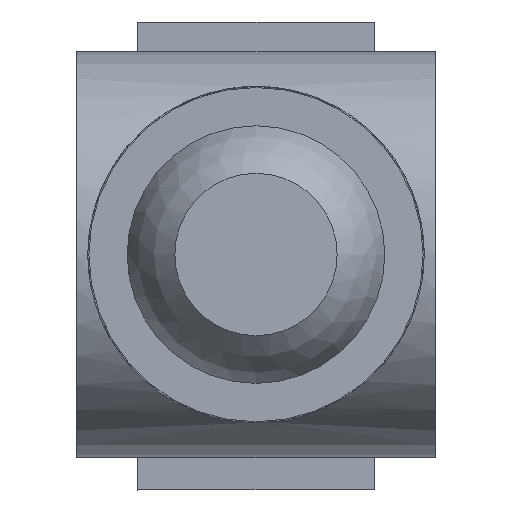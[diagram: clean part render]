
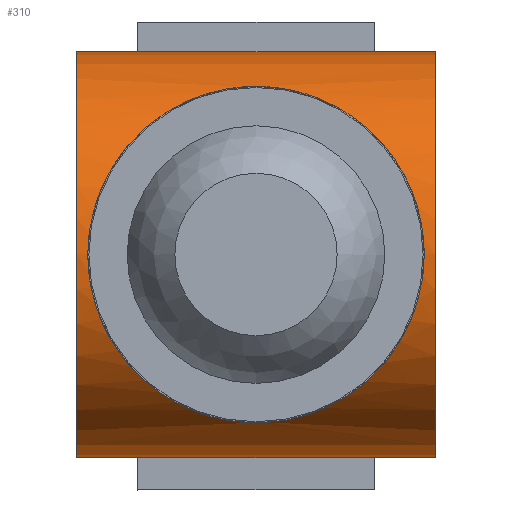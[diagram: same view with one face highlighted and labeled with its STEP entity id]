
A CAD part, top view. The second image highlights one B-rep face of the part: STEP entity #310.
In plain terms, the highlighted cylindrical face has radius 8.5 mm (diameter 17 mm), a partial arc.
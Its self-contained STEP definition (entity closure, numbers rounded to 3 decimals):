
#15 = FACE_BOUND ( 'NONE', #387, .T. ) ;
#16 = CARTESIAN_POINT ( 'NONE',  ( -6.159, 3.475, 7.775 ) ) ;
#33 = VERTEX_POINT ( 'NONE', #72 ) ;
#35 = VERTEX_POINT ( 'NONE', #968 ) ;
#48 = AXIS2_PLACEMENT_3D ( 'NONE', #799, #314, #896 ) ;
#59 = CARTESIAN_POINT ( 'NONE',  ( 0.829, -7.017, 4.798 ) ) ;
#72 = CARTESIAN_POINT ( 'NONE',  ( -7.5, 8.5, 0. ) ) ;
#80 = DIRECTION ( 'NONE',  ( 1., 0., 0. ) ) ;
#93 = AXIS2_PLACEMENT_3D ( 'NONE', #176, #515, #157 ) ;
#95 = CARTESIAN_POINT ( 'NONE',  ( -4.09, 5.773, 6.256 ) ) ;
#107 = B_SPLINE_CURVE_WITH_KNOTS ( 'NONE', 3,
 ( #722, #206, #1032, #133, #299, #464, #219, #216, #137, #886, #294, #625, #59, #284, #378, #719, #211, #289, #790, #1026, #879, #374, #384, #962, #451, #737, #539 ),
 .UNSPECIFIED., .F., .F.,
 ( 4, 1, 1, 1, 1, 1, 1, 1, 1, 1, 1, 1, 1, 1, 1, 1, 1, 1, 1, 1, 1, 1, 1, 1, 4 ),
 ( 0., 0.042, 0.083, 0.125, 0.167, 0.208, 0.25, 0.292, 0.333, 0.375, 0.417, 0.458, 0.5, 0.542, 0.583, 0.625, 0.667, 0.708, 0.75, 0.792, 0.833, 0.875, 0.917, 0.958, 1. ),
 .UNSPECIFIED. ) ;
#128 = VECTOR ( 'NONE', #139, 1000. ) ;
#133 = CARTESIAN_POINT ( 'NONE',  ( 6.845, -1.764, 8.331 ) ) ;
#137 = CARTESIAN_POINT ( 'NONE',  ( 4.093, -5.77, 6.259 ) ) ;
#139 = DIRECTION ( 'NONE',  ( 1., 0., 0. ) ) ;
#157 = DIRECTION ( 'NONE',  ( 0., 1., 0. ) ) ;
#172 = CARTESIAN_POINT ( 'NONE',  ( 2.392, 6.651, 5.3 ) ) ;
#176 = CARTESIAN_POINT ( 'NONE',  ( -8.25, 0., 0. ) ) ;
#181 = EDGE_CURVE ( 'NONE', #701, #822, #439, .T. ) ;
#185 = DIRECTION ( 'NONE',  ( 1., 0., 0. ) ) ;
#196 = EDGE_CURVE ( 'NONE', #747, #878, #293, .T. ) ;
#206 = CARTESIAN_POINT ( 'NONE',  ( 7.05, -0.294, 8.5 ) ) ;
#211 = CARTESIAN_POINT ( 'NONE',  ( -2.395, -6.649, 5.302 ) ) ;
#216 = CARTESIAN_POINT ( 'NONE',  ( 4.904, -5.102, 6.82 ) ) ;
#219 = CARTESIAN_POINT ( 'NONE',  ( 5.613, -4.308, 7.348 ) ) ;
#243 = CARTESIAN_POINT ( 'NONE',  ( -0.827, 7.017, 4.798 ) ) ;
#255 = CARTESIAN_POINT ( 'NONE',  ( 3.242, 6.285, 5.735 ) ) ;
#258 = CARTESIAN_POINT ( 'NONE',  ( 5.612, 4.309, 7.348 ) ) ;
#266 = CARTESIAN_POINT ( 'NONE',  ( 6.563, 2.628, 8.1 ) ) ;
#284 = CARTESIAN_POINT ( 'NONE',  ( -0.002, -7.067, 4.723 ) ) ;
#289 = CARTESIAN_POINT ( 'NONE',  ( -3.246, -6.283, 5.737 ) ) ;
#293 = LINE ( 'NONE', #431, #571 ) ;
#294 = CARTESIAN_POINT ( 'NONE',  ( 2.392, -6.651, 5.3 ) ) ;
#299 = CARTESIAN_POINT ( 'NONE',  ( 6.564, -2.627, 8.1 ) ) ;
#302 = AXIS2_PLACEMENT_3D ( 'NONE', #569, #80, #660 ) ;
#310 = ADVANCED_FACE ( 'NONE', ( #15, #651 ), #718, .T. ) ;
#314 = DIRECTION ( 'NONE',  ( 1., 0., 0. ) ) ;
#317 = CIRCLE ( 'NONE', #48, 8.5 ) ;
#333 = CARTESIAN_POINT ( 'NONE',  ( 4.092, 5.771, 6.258 ) ) ;
#336 = CARTESIAN_POINT ( 'NONE',  ( 7.05, 0.294, 8.5 ) ) ;
#346 = EDGE_CURVE ( 'NONE', #822, #701, #107, .T. ) ;
#360 = ORIENTED_EDGE ( 'NONE', *, *, #517, .T. ) ;
#374 = CARTESIAN_POINT ( 'NONE',  ( -6.161, -3.472, 7.776 ) ) ;
#378 = CARTESIAN_POINT ( 'NONE',  ( -0.832, -7.017, 4.799 ) ) ;
#384 = CARTESIAN_POINT ( 'NONE',  ( -6.564, -2.626, 8.101 ) ) ;
#387 = EDGE_LOOP ( 'NONE', ( #791, #924 ) ) ;
#415 = CARTESIAN_POINT ( 'NONE',  ( -6.845, 1.765, 8.331 ) ) ;
#416 = CARTESIAN_POINT ( 'NONE',  ( -7.05, 0.295, 8.5 ) ) ;
#427 = CARTESIAN_POINT ( 'NONE',  ( 4.903, 5.103, 6.819 ) ) ;
#429 = CARTESIAN_POINT ( 'NONE',  ( -7.05, 0., 8.5 ) ) ;
#431 = CARTESIAN_POINT ( 'NONE',  ( -8.25, -8.5, 0. ) ) ;
#437 = CARTESIAN_POINT ( 'NONE',  ( -7.5, -8.5, 0. ) ) ;
#439 = B_SPLINE_CURVE_WITH_KNOTS ( 'NONE', 3,
 ( #666, #416, #502, #415, #498, #16, #588, #834, #95, #678, #681, #743, #243, #489, #758, #824, #172, #255, #333, #427, #258, #838, #266, #764, #599, #336, #688 ),
 .UNSPECIFIED., .F., .F.,
 ( 4, 1, 1, 1, 1, 1, 1, 1, 1, 1, 1, 1, 1, 1, 1, 1, 1, 1, 1, 1, 1, 1, 1, 1, 4 ),
 ( 0., 0.042, 0.083, 0.125, 0.167, 0.208, 0.25, 0.292, 0.333, 0.375, 0.417, 0.458, 0.5, 0.542, 0.583, 0.625, 0.667, 0.708, 0.75, 0.792, 0.833, 0.875, 0.917, 0.958, 1. ),
 .UNSPECIFIED. ) ;
#451 = CARTESIAN_POINT ( 'NONE',  ( -7.013, -0.883, 8.47 ) ) ;
#464 = CARTESIAN_POINT ( 'NONE',  ( 6.16, -3.473, 7.776 ) ) ;
#488 = LINE ( 'NONE', #783, #128 ) ;
#489 = CARTESIAN_POINT ( 'NONE',  ( 0.002, 7.067, 4.724 ) ) ;
#498 = CARTESIAN_POINT ( 'NONE',  ( -6.563, 2.629, 8.1 ) ) ;
#502 = CARTESIAN_POINT ( 'NONE',  ( -7.013, 0.885, 8.469 ) ) ;
#506 = CIRCLE ( 'NONE', #302, 8.5 ) ;
#515 = DIRECTION ( 'NONE',  ( 1., 0., 0. ) ) ;
#517 = EDGE_CURVE ( 'NONE', #33, #747, #506, .T. ) ;
#539 = CARTESIAN_POINT ( 'NONE',  ( -7.05, 0., 8.5 ) ) ;
#562 = ORIENTED_EDGE ( 'NONE', *, *, #960, .F. ) ;
#569 = CARTESIAN_POINT ( 'NONE',  ( -7.5, 0., 0. ) ) ;
#571 = VECTOR ( 'NONE', #185, 1000. ) ;
#588 = CARTESIAN_POINT ( 'NONE',  ( -5.611, 4.31, 7.347 ) ) ;
#599 = CARTESIAN_POINT ( 'NONE',  ( 7.013, 0.883, 8.47 ) ) ;
#625 = CARTESIAN_POINT ( 'NONE',  ( 1.614, -6.878, 4.998 ) ) ;
#651 = FACE_OUTER_BOUND ( 'NONE', #915, .T. ) ;
#660 = DIRECTION ( 'NONE',  ( 0., 1., 0. ) ) ;
#666 = CARTESIAN_POINT ( 'NONE',  ( -7.05, 0., 8.5 ) ) ;
#678 = CARTESIAN_POINT ( 'NONE',  ( -3.239, 6.286, 5.733 ) ) ;
#681 = CARTESIAN_POINT ( 'NONE',  ( -2.389, 6.652, 5.299 ) ) ;
#688 = CARTESIAN_POINT ( 'NONE',  ( 7.05, 0., 8.5 ) ) ;
#701 = VERTEX_POINT ( 'NONE', #429 ) ;
#712 = ORIENTED_EDGE ( 'NONE', *, *, #1044, .F. ) ;
#718 = CYLINDRICAL_SURFACE ( 'NONE', #93, 8.5 ) ;
#719 = CARTESIAN_POINT ( 'NONE',  ( -1.617, -6.877, 4.999 ) ) ;
#722 = CARTESIAN_POINT ( 'NONE',  ( 7.05, 0., 8.5 ) ) ;
#737 = CARTESIAN_POINT ( 'NONE',  ( -7.05, -0.294, 8.5 ) ) ;
#743 = CARTESIAN_POINT ( 'NONE',  ( -1.611, 6.878, 4.997 ) ) ;
#747 = VERTEX_POINT ( 'NONE', #437 ) ;
#758 = CARTESIAN_POINT ( 'NONE',  ( 0.83, 7.017, 4.798 ) ) ;
#764 = CARTESIAN_POINT ( 'NONE',  ( 6.846, 1.764, 8.331 ) ) ;
#769 = CARTESIAN_POINT ( 'NONE',  ( 7.05, 0., 8.5 ) ) ;
#783 = CARTESIAN_POINT ( 'NONE',  ( -8.25, 8.5, 0. ) ) ;
#790 = CARTESIAN_POINT ( 'NONE',  ( -4.095, -5.769, 6.26 ) ) ;
#791 = ORIENTED_EDGE ( 'NONE', *, *, #346, .T. ) ;
#799 = CARTESIAN_POINT ( 'NONE',  ( 7.5, 0., 0. ) ) ;
#822 = VERTEX_POINT ( 'NONE', #769 ) ;
#824 = CARTESIAN_POINT ( 'NONE',  ( 1.614, 6.878, 4.998 ) ) ;
#834 = CARTESIAN_POINT ( 'NONE',  ( -4.902, 5.105, 6.818 ) ) ;
#838 = CARTESIAN_POINT ( 'NONE',  ( 6.159, 3.475, 7.775 ) ) ;
#878 = VERTEX_POINT ( 'NONE', #1029 ) ;
#879 = CARTESIAN_POINT ( 'NONE',  ( -5.614, -4.307, 7.349 ) ) ;
#886 = CARTESIAN_POINT ( 'NONE',  ( 3.243, -6.285, 5.735 ) ) ;
#896 = DIRECTION ( 'NONE',  ( 0., -1., 0. ) ) ;
#915 = EDGE_LOOP ( 'NONE', ( #360, #1043, #712, #562 ) ) ;
#924 = ORIENTED_EDGE ( 'NONE', *, *, #181, .T. ) ;
#960 = EDGE_CURVE ( 'NONE', #33, #35, #488, .T. ) ;
#962 = CARTESIAN_POINT ( 'NONE',  ( -6.846, -1.763, 8.331 ) ) ;
#968 = CARTESIAN_POINT ( 'NONE',  ( 7.5, 8.5, 0. ) ) ;
#1026 = CARTESIAN_POINT ( 'NONE',  ( -4.906, -5.101, 6.821 ) ) ;
#1029 = CARTESIAN_POINT ( 'NONE',  ( 7.5, -8.5, 0. ) ) ;
#1032 = CARTESIAN_POINT ( 'NONE',  ( 7.013, -0.885, 8.469 ) ) ;
#1043 = ORIENTED_EDGE ( 'NONE', *, *, #196, .T. ) ;
#1044 = EDGE_CURVE ( 'NONE', #35, #878, #317, .T. ) ;
